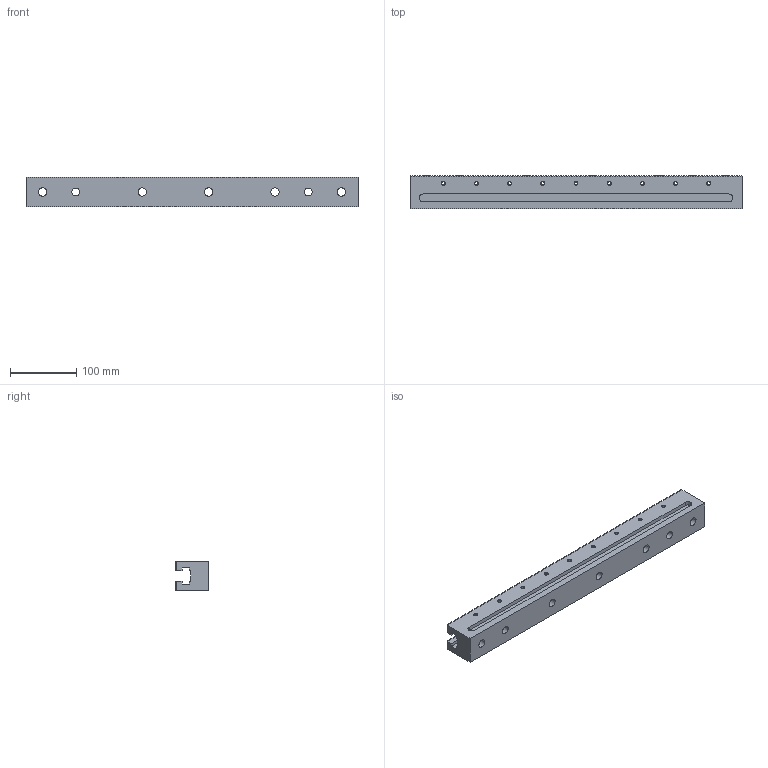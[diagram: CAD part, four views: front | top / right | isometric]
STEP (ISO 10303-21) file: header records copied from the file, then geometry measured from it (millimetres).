
FILE_DESCRIPTION(('STEP AP214'),'1');
FILE_NAME('HALDERV_EH_1585_500.stp','2017-08-30T11:17:32',('TraceParts'),('TraceParts S.A.'),'Spatial InterOp 3D',' ',' ');
FILE_SCHEMA(('automotive_design'));
Length unit declared in the file: millimetre
Products named in the file (1): HALDERV_EH_1585_500
Bounding box: 500 x 50 x 44 mm (x, y, z)
Volume: 743841.3 mm3; surface area: 154757.6 mm2
Topology: 1 solids, 1 shells, 1004 faces, 3018 edges, 2000 vertices
Faces by surface type: plane 882, cylinder 86, cone 36
Entity records: 41680 total; most frequent: ORIENTED_EDGE 6036, CARTESIAN_POINT 6023, DIRECTION 5426, EDGE_CURVE 3018, LINE 2620, VECTOR 2620, VERTEX_POINT 2000, AXIS2_PLACEMENT_3D 1403
